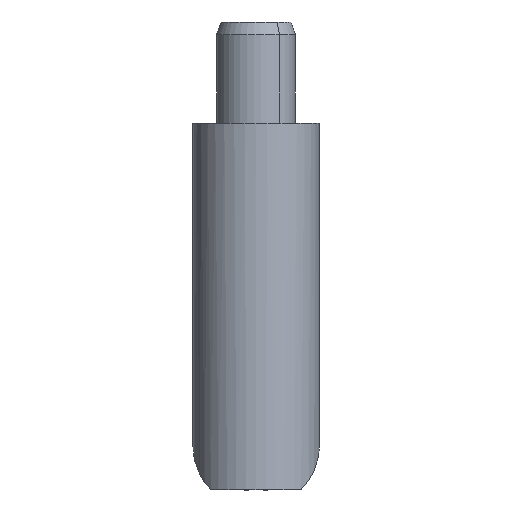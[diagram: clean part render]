
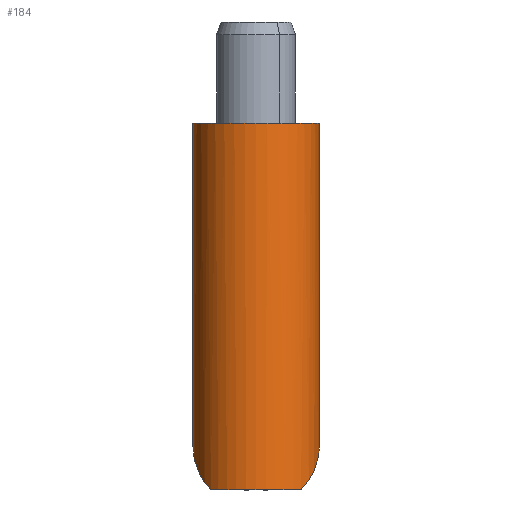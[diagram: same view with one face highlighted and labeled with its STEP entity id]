
A CAD part, front view. The second image highlights one B-rep face of the part: STEP entity #184.
In plain terms, the highlighted cylindrical face has radius 20 mm (diameter 40 mm), a partial arc.
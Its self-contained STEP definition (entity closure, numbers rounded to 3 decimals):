
#125=CARTESIAN_POINT('',(-5.796,-2.167,0.0));
#126=DIRECTION('',(0.0,0.0,1.0));
#127=DIRECTION('',(-1.0,0.0,0.0));
#128=AXIS2_PLACEMENT_3D('',#125,#126,#127);
#129=CYLINDRICAL_SURFACE('',#128,20.0);
#130=CARTESIAN_POINT('',(-25.796,-2.167,14.));
#131=VERTEX_POINT('',#130);
#132=CARTESIAN_POINT('',(-25.796,-2.167,116.));
#133=VERTEX_POINT('',#132);
#134=CARTESIAN_POINT('',(-25.796,-2.167,14.));
#135=DIRECTION('',(0.0,0.0,1.0));
#136=VECTOR('',#135,102.);
#137=LINE('',#134,#136);
#138=EDGE_CURVE('',#131,#133,#137,.T.);
#139=ORIENTED_EDGE('',*,*,#138,.F.);
#140=CARTESIAN_POINT('',(-20.079,-16.167,0.0));
#141=VERTEX_POINT('',#140);
#142=CARTESIAN_POINT('',(-5.796,-2.167,14.));
#143=DIRECTION('',(0.0,-0.707,0.707));
#144=DIRECTION('',(0.0,-0.707,-0.707));
#145=AXIS2_PLACEMENT_3D('',#142,#143,#144);
#146=ELLIPSE('',#145,28.284,20.0);
#147=EDGE_CURVE('',#131,#141,#146,.T.);
#148=ORIENTED_EDGE('',*,*,#147,.T.);
#149=CARTESIAN_POINT('',(8.487,-16.167,0.0));
#150=VERTEX_POINT('',#149);
#151=CARTESIAN_POINT('',(-5.796,-2.167,0.0));
#152=DIRECTION('',(0.0,0.0,-1.0));
#153=DIRECTION('',(-1.0,0.0,0.0));
#154=AXIS2_PLACEMENT_3D('',#151,#152,#153);
#155=CIRCLE('',#154,20.0);
#156=EDGE_CURVE('',#150,#141,#155,.T.);
#157=ORIENTED_EDGE('',*,*,#156,.F.);
#158=CARTESIAN_POINT('',(14.204,-2.167,14.));
#159=VERTEX_POINT('',#158);
#160=CARTESIAN_POINT('',(-5.796,-2.167,14.));
#161=DIRECTION('',(0.0,-0.707,0.707));
#162=DIRECTION('',(0.0,-0.707,-0.707));
#163=AXIS2_PLACEMENT_3D('',#160,#161,#162);
#164=ELLIPSE('',#163,28.284,20.0);
#165=EDGE_CURVE('',#150,#159,#164,.T.);
#166=ORIENTED_EDGE('',*,*,#165,.T.);
#167=CARTESIAN_POINT('',(14.204,-2.167,116.));
#168=VERTEX_POINT('',#167);
#169=CARTESIAN_POINT('',(14.204,-2.167,116.));
#170=DIRECTION('',(0.0,0.0,-1.0));
#171=VECTOR('',#170,102.);
#172=LINE('',#169,#171);
#173=EDGE_CURVE('',#168,#159,#172,.T.);
#174=ORIENTED_EDGE('',*,*,#173,.F.);
#175=CARTESIAN_POINT('',(-5.796,-2.167,116.));
#176=DIRECTION('',(0.0,0.0,-1.0));
#177=DIRECTION('',(-1.0,0.0,0.0));
#178=AXIS2_PLACEMENT_3D('',#175,#176,#177);
#179=CIRCLE('',#178,20.0);
#180=EDGE_CURVE('',#168,#133,#179,.T.);
#181=ORIENTED_EDGE('',*,*,#180,.T.);
#182=EDGE_LOOP('',(#139,#148,#157,#166,#174,#181));
#183=FACE_OUTER_BOUND('',#182,.T.);
#184=ADVANCED_FACE('',(#183),#129,.T.);
